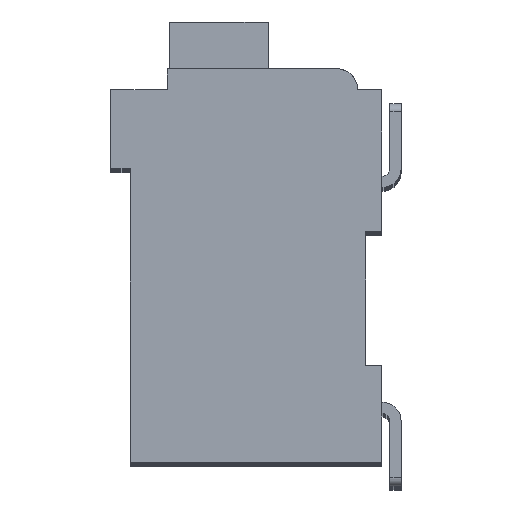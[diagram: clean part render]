
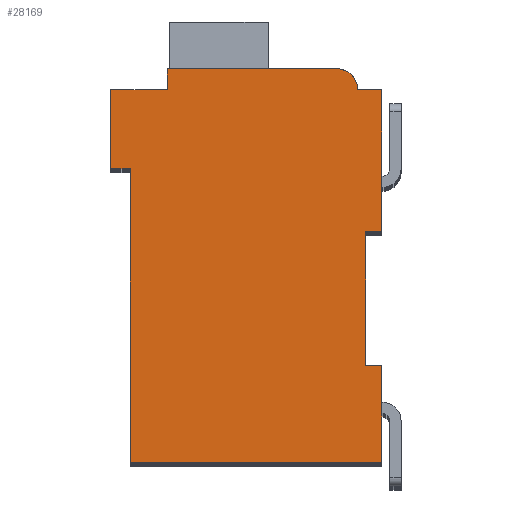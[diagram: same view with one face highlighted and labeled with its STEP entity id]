
A CAD part, top view. The second image highlights one B-rep face of the part: STEP entity #28169.
In plain terms, the highlighted planar face has unit normal (0, 0, 1).
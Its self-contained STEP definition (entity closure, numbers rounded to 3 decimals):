
#3138=DIRECTION('',(1.,0.,0.));
#3139=VECTOR('',#3138,0.5);
#3140=CARTESIAN_POINT('',(7.3,7.15,2.1));
#3141=LINE('',#3140,#3139);
#3142=DIRECTION('',(0.,1.,0.));
#3143=VECTOR('',#3142,4.15);
#3144=CARTESIAN_POINT('',(7.3,3.,2.1));
#3145=LINE('',#3144,#3143);
#3146=DIRECTION('',(-1.,0.,0.));
#3147=VECTOR('',#3146,0.5);
#3148=CARTESIAN_POINT('',(7.8,3.,2.1));
#3149=LINE('',#3148,#3147);
#3150=DIRECTION('',(0.,1.,0.));
#3151=VECTOR('',#3150,3.);
#3152=CARTESIAN_POINT('',(7.8,0.,2.1));
#3153=LINE('',#3152,#3151);
#3154=DIRECTION('',(1.,0.,0.));
#3155=VECTOR('',#3154,7.8);
#3156=CARTESIAN_POINT('',(0.,0.,2.1));
#3157=LINE('',#3156,#3155);
#3158=DIRECTION('',(0.,-1.,0.));
#3159=VECTOR('',#3158,9.1);
#3160=CARTESIAN_POINT('',(0.,9.1,2.1));
#3161=LINE('',#3160,#3159);
#3162=DIRECTION('',(1.,0.,0.));
#3163=VECTOR('',#3162,0.6);
#3164=CARTESIAN_POINT('',(-0.6,9.1,2.1));
#3165=LINE('',#3164,#3163);
#3166=DIRECTION('',(0.,-1.,0.));
#3167=VECTOR('',#3166,2.45);
#3168=CARTESIAN_POINT('',(-0.6,11.55,2.1));
#3169=LINE('',#3168,#3167);
#3170=DIRECTION('',(-1.,0.,0.));
#3171=VECTOR('',#3170,1.75);
#3172=CARTESIAN_POINT('',(1.15,11.55,2.1));
#3173=LINE('',#3172,#3171);
#3174=DIRECTION('',(0.,-1.,0.));
#3175=VECTOR('',#3174,0.65);
#3176=CARTESIAN_POINT('',(1.15,12.2,2.1));
#3177=LINE('',#3176,#3175);
#3178=DIRECTION('',(-1.,0.,0.));
#3179=VECTOR('',#3178,5.25);
#3180=CARTESIAN_POINT('',(6.4,12.2,2.1));
#3181=LINE('',#3180,#3179);
#3182=CARTESIAN_POINT('',(6.4,11.55,2.1));
#3183=DIRECTION('',(0.,0.,1.));
#3184=DIRECTION('',(1.,0.,0.));
#3185=AXIS2_PLACEMENT_3D('',#3182,#3183,#3184);
#3187=DIRECTION('',(-1.,0.,0.));
#3188=VECTOR('',#3187,0.75);
#3189=CARTESIAN_POINT('',(7.8,11.55,2.1));
#3190=LINE('',#3189,#3188);
#3191=DIRECTION('',(0.,1.,0.));
#3192=VECTOR('',#3191,4.4);
#3193=CARTESIAN_POINT('',(7.8,7.15,2.1));
#3194=LINE('',#3193,#3192);
#19615=CARTESIAN_POINT('',(7.3,7.15,2.1));
#19616=CARTESIAN_POINT('',(7.8,7.15,2.1));
#19617=VERTEX_POINT('',#19615);
#19618=VERTEX_POINT('',#19616);
#19619=CARTESIAN_POINT('',(7.8,11.55,2.1));
#19620=VERTEX_POINT('',#19619);
#19621=CARTESIAN_POINT('',(7.05,11.55,2.1));
#19622=VERTEX_POINT('',#19621);
#19623=CARTESIAN_POINT('',(6.4,12.2,2.1));
#19624=VERTEX_POINT('',#19623);
#19625=CARTESIAN_POINT('',(1.15,12.2,2.1));
#19626=VERTEX_POINT('',#19625);
#19627=CARTESIAN_POINT('',(1.15,11.55,2.1));
#19628=VERTEX_POINT('',#19627);
#19629=CARTESIAN_POINT('',(-0.6,11.55,2.1));
#19630=VERTEX_POINT('',#19629);
#19631=CARTESIAN_POINT('',(-0.6,9.1,2.1));
#19632=VERTEX_POINT('',#19631);
#19633=CARTESIAN_POINT('',(0.,9.1,2.1));
#19634=VERTEX_POINT('',#19633);
#19635=CARTESIAN_POINT('',(0.,0.,2.1));
#19636=VERTEX_POINT('',#19635);
#19637=CARTESIAN_POINT('',(7.8,0.,2.1));
#19638=VERTEX_POINT('',#19637);
#19639=CARTESIAN_POINT('',(7.8,3.,2.1));
#19640=VERTEX_POINT('',#19639);
#19641=CARTESIAN_POINT('',(7.3,3.,2.1));
#19642=VERTEX_POINT('',#19641);
#28139=CARTESIAN_POINT('',(0.,0.,2.1));
#28140=DIRECTION('',(0.,0.,1.));
#28141=DIRECTION('',(1.,0.,0.));
#28142=AXIS2_PLACEMENT_3D('',#28139,#28140,#28141);
#28143=PLANE('',#28142);
#28144=ORIENTED_EDGE('',*,*,#25736,.F.);
#28145=ORIENTED_EDGE('',*,*,#26702,.F.);
#28147=ORIENTED_EDGE('',*,*,#28146,.F.);
#28149=ORIENTED_EDGE('',*,*,#28148,.F.);
#28150=ORIENTED_EDGE('',*,*,#27655,.F.);
#28151=ORIENTED_EDGE('',*,*,#27476,.F.);
#28153=ORIENTED_EDGE('',*,*,#28152,.F.);
#28155=ORIENTED_EDGE('',*,*,#28154,.F.);
#28157=ORIENTED_EDGE('',*,*,#28156,.F.);
#28159=ORIENTED_EDGE('',*,*,#28158,.F.);
#28161=ORIENTED_EDGE('',*,*,#28160,.F.);
#28163=ORIENTED_EDGE('',*,*,#28162,.F.);
#28165=ORIENTED_EDGE('',*,*,#28164,.F.);
#28166=ORIENTED_EDGE('',*,*,#26258,.F.);
#28167=EDGE_LOOP('',(#28144,#28145,#28147,#28149,#28150,#28151,#28153,#28155,
#28157,#28159,#28161,#28163,#28165,#28166));
#28168=FACE_OUTER_BOUND('',#28167,.F.);
#3186=CIRCLE('',#3185,0.65);
#25736=EDGE_CURVE('',#19617,#19618,#3141,.T.);
#26258=EDGE_CURVE('',#19618,#19620,#3194,.T.);
#26702=EDGE_CURVE('',#19642,#19617,#3145,.T.);
#27476=EDGE_CURVE('',#19634,#19636,#3161,.T.);
#27655=EDGE_CURVE('',#19636,#19638,#3157,.T.);
#28146=EDGE_CURVE('',#19640,#19642,#3149,.T.);
#28148=EDGE_CURVE('',#19638,#19640,#3153,.T.);
#28152=EDGE_CURVE('',#19632,#19634,#3165,.T.);
#28154=EDGE_CURVE('',#19630,#19632,#3169,.T.);
#28156=EDGE_CURVE('',#19628,#19630,#3173,.T.);
#28158=EDGE_CURVE('',#19626,#19628,#3177,.T.);
#28160=EDGE_CURVE('',#19624,#19626,#3181,.T.);
#28162=EDGE_CURVE('',#19622,#19624,#3186,.T.);
#28164=EDGE_CURVE('',#19620,#19622,#3190,.T.);
#28169=ADVANCED_FACE('',(#28168),#28143,.T.);
